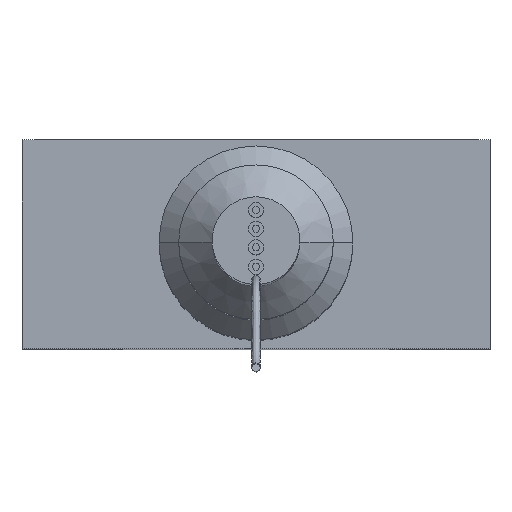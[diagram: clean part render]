
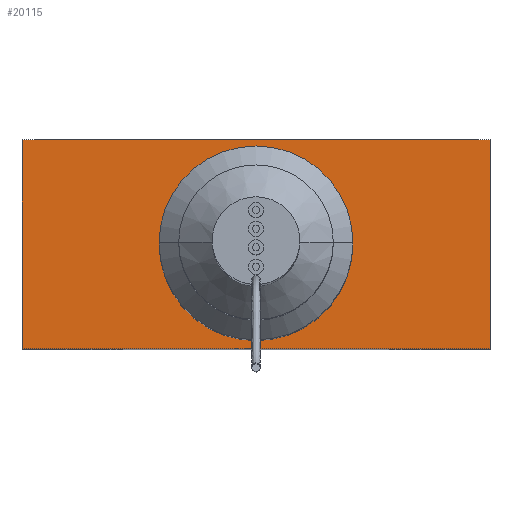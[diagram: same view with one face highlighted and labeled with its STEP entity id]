
A CAD part, top view. The second image highlights one B-rep face of the part: STEP entity #20115.
In plain terms, the highlighted planar face has unit normal (0, 0, 1).
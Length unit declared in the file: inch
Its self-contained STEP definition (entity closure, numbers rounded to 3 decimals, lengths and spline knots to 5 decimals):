
#127 = ORIENTED_EDGE ( 'NONE', *, *, #737, .T. ) ;
#166 = EDGE_CURVE ( 'NONE', #6824, #14319, #9883, .T. ) ;
#476 = EDGE_CURVE ( 'NONE', #14319, #6824, #1620, .T. ) ;
#737 = EDGE_CURVE ( 'NONE', #17210, #19030, #7138, .T. ) ;
#1620 = CIRCLE ( 'NONE', #12575, 0.1125 ) ;
#1877 = DIRECTION ( 'NONE',  ( 0., -1., 0. ) ) ;
#2021 = ORIENTED_EDGE ( 'NONE', *, *, #166, .F. ) ;
#3829 = EDGE_LOOP ( 'NONE', ( #127, #19217, #12398, #9974 ) ) ;
#4413 = CARTESIAN_POINT ( 'NONE',  ( -0.28, 0.25, 0.4 ) ) ;
#5612 = VERTEX_POINT ( 'NONE', #15855 ) ;
#6263 = DIRECTION ( 'NONE',  ( 1., 0., 0. ) ) ;
#6453 = LINE ( 'NONE', #4413, #20016 ) ;
#6824 = VERTEX_POINT ( 'NONE', #13308 ) ;
#6985 = EDGE_CURVE ( 'NONE', #5612, #19030, #11135, .T. ) ;
#7138 = LINE ( 'NONE', #9811, #16596 ) ;
#7251 = EDGE_LOOP ( 'NONE', ( #2021, #22652 ) ) ;
#9426 = DIRECTION ( 'NONE',  ( 0., 0., -1. ) ) ;
#9811 = CARTESIAN_POINT ( 'NONE',  ( -0.28, 0., 0.4 ) ) ;
#9883 = CIRCLE ( 'NONE', #21670, 0.1125 ) ;
#9974 = ORIENTED_EDGE ( 'NONE', *, *, #17746, .T. ) ;
#10136 = DIRECTION ( 'NONE',  ( 1., 0., 0. ) ) ;
#11135 = LINE ( 'NONE', #12288, #15844 ) ;
#11411 = AXIS2_PLACEMENT_3D ( 'NONE', #19972, #9426, #21690 ) ;
#11945 = CARTESIAN_POINT ( 'NONE',  ( -0.28, 0., 0.4 ) ) ;
#12288 = CARTESIAN_POINT ( 'NONE',  ( 0.28, 0.25, 0.4 ) ) ;
#12378 = DIRECTION ( 'NONE',  ( -1., 0., 0. ) ) ;
#12398 = ORIENTED_EDGE ( 'NONE', *, *, #18737, .F. ) ;
#12399 = DIRECTION ( 'NONE',  ( 0., 0., 1. ) ) ;
#12406 = CARTESIAN_POINT ( 'NONE',  ( 0., 0.125, 0.4 ) ) ;
#12575 = AXIS2_PLACEMENT_3D ( 'NONE', #12406, #12399, #12378 ) ;
#12678 = CARTESIAN_POINT ( 'NONE',  ( -0.28, 0.25, 0.4 ) ) ;
#13308 = CARTESIAN_POINT ( 'NONE',  ( 0., 0.2375, 0.4 ) ) ;
#14054 = VECTOR ( 'NONE', #1877, 39.37008 ) ;
#14190 = CARTESIAN_POINT ( 'NONE',  ( -0.28, 0.25, 0.4 ) ) ;
#14319 = VERTEX_POINT ( 'NONE', #22097 ) ;
#15844 = VECTOR ( 'NONE', #22712, 39.37008 ) ;
#15855 = CARTESIAN_POINT ( 'NONE',  ( 0.28, 0.25, 0.4 ) ) ;
#16553 = LINE ( 'NONE', #12678, #14054 ) ;
#16564 = DIRECTION ( 'NONE',  ( -1., 0., 0. ) ) ;
#16592 = DIRECTION ( 'NONE',  ( 0., 0., 1. ) ) ;
#16596 = VECTOR ( 'NONE', #10136, 39.37008 ) ;
#16618 = CARTESIAN_POINT ( 'NONE',  ( 0., 0.125, 0.4 ) ) ;
#17210 = VERTEX_POINT ( 'NONE', #11945 ) ;
#17740 = VERTEX_POINT ( 'NONE', #14190 ) ;
#17746 = EDGE_CURVE ( 'NONE', #17740, #17210, #16553, .T. ) ;
#18339 = FACE_OUTER_BOUND ( 'NONE', #3829, .T. ) ;
#18737 = EDGE_CURVE ( 'NONE', #17740, #5612, #6453, .T. ) ;
#18861 = FACE_BOUND ( 'NONE', #7251, .T. ) ;
#19030 = VERTEX_POINT ( 'NONE', #21116 ) ;
#19217 = ORIENTED_EDGE ( 'NONE', *, *, #6985, .F. ) ;
#19902 = PLANE ( 'NONE',  #11411 ) ;
#19972 = CARTESIAN_POINT ( 'NONE',  ( -0.28, 0.25, 0.4 ) ) ;
#20016 = VECTOR ( 'NONE', #6263, 39.37008 ) ;
#20115 = ADVANCED_FACE ( 'NONE', ( #18339, #18861 ), #19902, .F. ) ;
#21116 = CARTESIAN_POINT ( 'NONE',  ( 0.28, 0., 0.4 ) ) ;
#21670 = AXIS2_PLACEMENT_3D ( 'NONE', #16618, #16592, #16564 ) ;
#21690 = DIRECTION ( 'NONE',  ( -1., 0., 0. ) ) ;
#22097 = CARTESIAN_POINT ( 'NONE',  ( 0., 0.0125, 0.4 ) ) ;
#22652 = ORIENTED_EDGE ( 'NONE', *, *, #476, .F. ) ;
#22712 = DIRECTION ( 'NONE',  ( 0., -1., 0. ) ) ;
